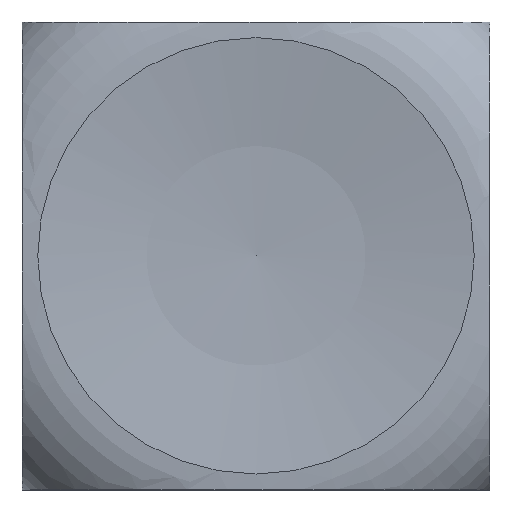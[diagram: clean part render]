
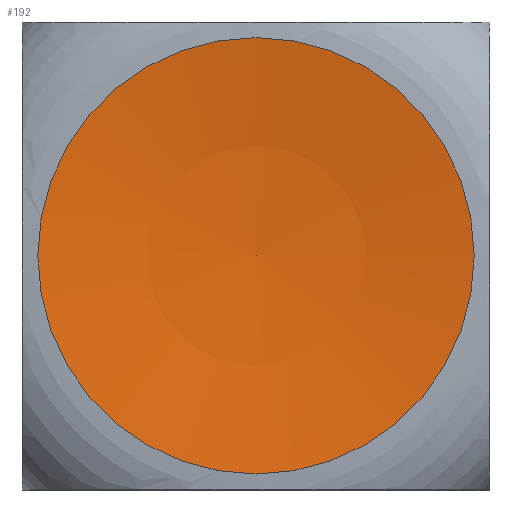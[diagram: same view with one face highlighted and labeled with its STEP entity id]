
A CAD part, top view. The second image highlights one B-rep face of the part: STEP entity #192.
In plain terms, the highlighted spherical face has radius 41.133 mm.
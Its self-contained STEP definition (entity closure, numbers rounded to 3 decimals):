
#192 = ADVANCED_FACE( '', ( #427 ), #428, .F. );
#427 = FACE_OUTER_BOUND( '', #705, .T. );
#428 = SPHERICAL_SURFACE( '', #706, 41.133 );
#705 = EDGE_LOOP( '', ( #1190 ) );
#706 = AXIS2_PLACEMENT_3D( '', #1191, #1192, #1193 );
#1190 = ORIENTED_EDGE( '', *, *, #1705, .T. );
#1191 = CARTESIAN_POINT( '', ( 0., 0., 46.433 ) );
#1192 = DIRECTION( '', ( 0., 0., -1. ) );
#1193 = DIRECTION( '', ( 0., -1., 0. ) );
#1705 = EDGE_CURVE( '', #2077, #2077, #2078, .T. );
#2077 = VERTEX_POINT( '', #2653 );
#2078 = CIRCLE( '', #2654, 7. );
#2653 = CARTESIAN_POINT( '', ( 7., 0., 5.9 ) );
#2654 = AXIS2_PLACEMENT_3D( '', #3150, #3151, #3152 );
#3150 = CARTESIAN_POINT( '', ( 0., 0., 5.9 ) );
#3151 = DIRECTION( '', ( 0., 0., 1. ) );
#3152 = DIRECTION( '', ( 1., 0., 0. ) );
